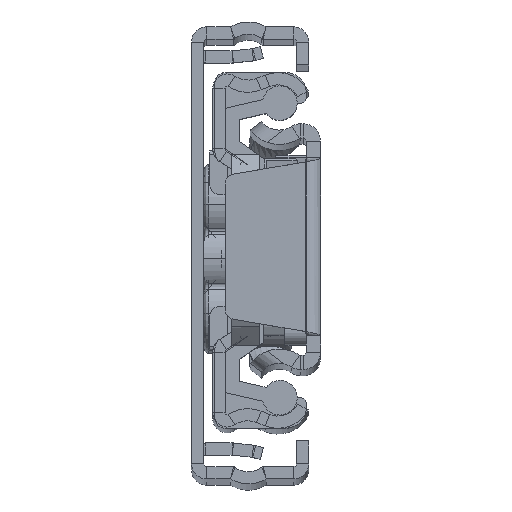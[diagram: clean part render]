
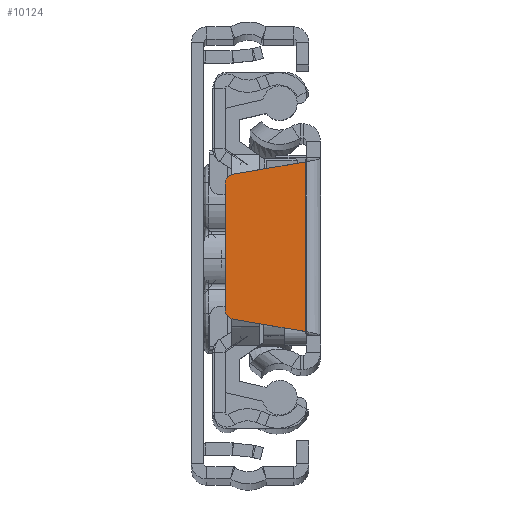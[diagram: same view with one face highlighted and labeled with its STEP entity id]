
A CAD part, top view. The second image highlights one B-rep face of the part: STEP entity #10124.
In plain terms, the highlighted planar face has unit normal (0, 0, 1).
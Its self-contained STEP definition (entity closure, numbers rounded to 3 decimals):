
#321 = VERTEX_POINT ( 'NONE', #2478 ) ;
#1192 = EDGE_LOOP ( 'NONE', ( #8442, #4087, #1906, #18312, #10333, #3564 ) ) ;
#1906 = ORIENTED_EDGE ( 'NONE', *, *, #15172, .F. ) ;
#2234 = DIRECTION ( 'NONE',  ( -1., 0., 0. ) ) ;
#2478 = CARTESIAN_POINT ( 'NONE',  ( -1.5, 8.35, 0. ) ) ;
#2822 = DIRECTION ( 'NONE',  ( -0.986, 0.168, 0. ) ) ;
#3473 = CARTESIAN_POINT ( 'NONE',  ( -8.4, 6.156, 0. ) ) ;
#3564 = ORIENTED_EDGE ( 'NONE', *, *, #4042, .F. ) ;
#3572 = AXIS2_PLACEMENT_3D ( 'NONE', #4286, #18401, #2234 ) ;
#3603 = CARTESIAN_POINT ( 'NONE',  ( -9.4, 6.156, 0. ) ) ;
#4042 = EDGE_CURVE ( 'NONE', #14507, #7991, #12461, .T. ) ;
#4087 = ORIENTED_EDGE ( 'NONE', *, *, #18383, .F. ) ;
#4286 = CARTESIAN_POINT ( 'NONE',  ( -8.4, -6.156, 0. ) ) ;
#4340 = VECTOR ( 'NONE', #4734, 1000. ) ;
#4367 = PLANE ( 'NONE',  #7249 ) ;
#4734 = DIRECTION ( 'NONE',  ( 0.986, 0.168, 0. ) ) ;
#5050 = CARTESIAN_POINT ( 'NONE',  ( -1.5, 8.35, 0. ) ) ;
#5838 = EDGE_CURVE ( 'NONE', #7991, #17678, #7228, .T. ) ;
#7228 = CIRCLE ( 'NONE', #3572, 1. ) ;
#7249 = AXIS2_PLACEMENT_3D ( 'NONE', #8836, #15175, #15588 ) ;
#7976 = LINE ( 'NONE', #5050, #4340 ) ;
#7991 = VERTEX_POINT ( 'NONE', #17721 ) ;
#8251 = DIRECTION ( 'NONE',  ( -1., 0., 0. ) ) ;
#8442 = ORIENTED_EDGE ( 'NONE', *, *, #13377, .F. ) ;
#8836 = CARTESIAN_POINT ( 'NONE',  ( -8.4, 6.156, 0. ) ) ;
#8844 = VERTEX_POINT ( 'NONE', #18357 ) ;
#10124 = ADVANCED_FACE ( 'NONE', ( #10481 ), #4367, .F. ) ;
#10268 = CARTESIAN_POINT ( 'NONE',  ( -9.4, -6.156, 0. ) ) ;
#10333 = ORIENTED_EDGE ( 'NONE', *, *, #5838, .F. ) ;
#10481 = FACE_OUTER_BOUND ( 'NONE', #1192, .T. ) ;
#10684 = AXIS2_PLACEMENT_3D ( 'NONE', #3473, #13481, #8251 ) ;
#10708 = CARTESIAN_POINT ( 'NONE',  ( -8.568, -7.142, 0. ) ) ;
#11125 = LINE ( 'NONE', #14363, #12539 ) ;
#12461 = LINE ( 'NONE', #10708, #14826 ) ;
#12539 = VECTOR ( 'NONE', #19140, 1000. ) ;
#12695 = DIRECTION ( 'NONE',  ( 0., 1., 0. ) ) ;
#13377 = EDGE_CURVE ( 'NONE', #321, #14507, #11125, .T. ) ;
#13481 = DIRECTION ( 'NONE',  ( 0., 0., -1. ) ) ;
#13639 = VECTOR ( 'NONE', #12695, 1000. ) ;
#14361 = LINE ( 'NONE', #19244, #13639 ) ;
#14363 = CARTESIAN_POINT ( 'NONE',  ( -1.5, -8.35, 0. ) ) ;
#14507 = VERTEX_POINT ( 'NONE', #15742 ) ;
#14826 = VECTOR ( 'NONE', #2822, 1000. ) ;
#15172 = EDGE_CURVE ( 'NONE', #17307, #8844, #20297, .T. ) ;
#15175 = DIRECTION ( 'NONE',  ( 0., 0., -1. ) ) ;
#15588 = DIRECTION ( 'NONE',  ( -1., 0., 0. ) ) ;
#15742 = CARTESIAN_POINT ( 'NONE',  ( -1.5, -8.35, 0. ) ) ;
#16044 = EDGE_CURVE ( 'NONE', #17678, #17307, #14361, .T. ) ;
#17307 = VERTEX_POINT ( 'NONE', #3603 ) ;
#17678 = VERTEX_POINT ( 'NONE', #10268 ) ;
#17721 = CARTESIAN_POINT ( 'NONE',  ( -8.568, -7.142, 0. ) ) ;
#18312 = ORIENTED_EDGE ( 'NONE', *, *, #16044, .F. ) ;
#18357 = CARTESIAN_POINT ( 'NONE',  ( -8.568, 7.142, 0. ) ) ;
#18383 = EDGE_CURVE ( 'NONE', #8844, #321, #7976, .T. ) ;
#18401 = DIRECTION ( 'NONE',  ( 0., 0., -1. ) ) ;
#19140 = DIRECTION ( 'NONE',  ( 0., -1., 0. ) ) ;
#19244 = CARTESIAN_POINT ( 'NONE',  ( -9.4, 6.156, 0. ) ) ;
#20297 = CIRCLE ( 'NONE', #10684, 1. ) ;
